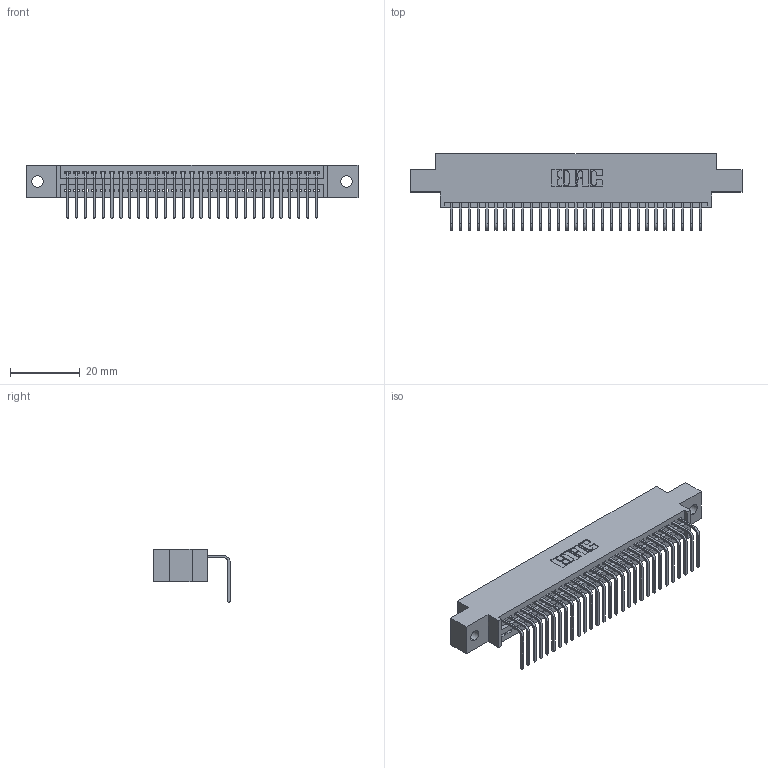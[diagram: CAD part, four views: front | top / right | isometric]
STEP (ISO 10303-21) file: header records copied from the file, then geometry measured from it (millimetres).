
FILE_DESCRIPTION (( 'STEP AP203' ), '1' );
FILE_NAME ('345-029-558-602.STEP', '2018-08-23T02:33:24', ( '' ), ( '' ), 'SwSTEP 2.0', 'SolidWorks 2016', '' );
FILE_SCHEMA (( 'CONFIG_CONTROL_DESIGN' ));
Length unit declared in the file: inch
Products named in the file (3): 345-292-001_558 Tail - 2; 345-029-558-602; 345 Part_0.170 Offset - 0.128 Dia
Assembly tree (30 placements, depth 2):
  345-029-558-602
    345 Part_0.170 Offset - 0.128 Dia
    345-292-001_558 Tail - 2  x29
Bounding box: 94.87 x 21.83 x 15.37 mm (x, y, z)
Volume: 8850.8 mm3; surface area: 12008.1 mm2
Topology: 30 solids, 30 shells, 1870 faces, 5631 edges, 3714 vertices
Faces by surface type: plane 1302, cylinder 568
Entity records: 23795 total; most frequent: CARTESIAN_POINT 4131, ORIENTED_EDGE 4094, DIRECTION 3625, EDGE_CURVE 2047, LINE 1799, VECTOR 1799, VERTEX_POINT 1362, AXIS2_PLACEMENT_3D 913
